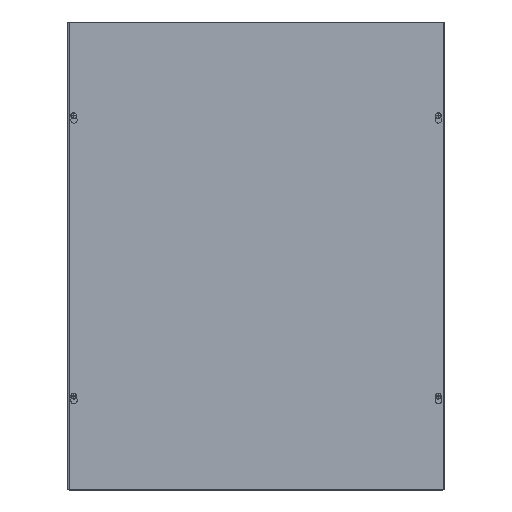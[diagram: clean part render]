
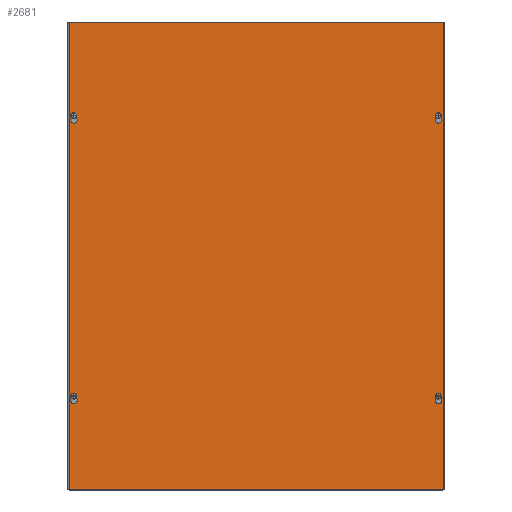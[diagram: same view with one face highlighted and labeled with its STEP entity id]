
A CAD part, top view. The second image highlights one B-rep face of the part: STEP entity #2681.
In plain terms, the highlighted planar face has unit normal (0, 0, 1).
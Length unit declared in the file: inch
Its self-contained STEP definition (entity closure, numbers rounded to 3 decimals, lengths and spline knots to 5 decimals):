
#196=PLANE($,#2898);
#363=LINE($,#4227,#583);
#367=LINE($,#4239,#587);
#371=LINE($,#4251,#591);
#375=LINE($,#4263,#595);
#379=LINE($,#4275,#599);
#383=LINE($,#4287,#603);
#387=LINE($,#4299,#607);
#391=LINE($,#4311,#611);
#393=LINE($,#4319,#613);
#397=LINE($,#4327,#617);
#400=LINE($,#4333,#620);
#403=LINE($,#4338,#623);
#583=VECTOR($,#3389,0.26996);
#587=VECTOR($,#3401,0.26996);
#591=VECTOR($,#3413,0.26996);
#595=VECTOR($,#3425,0.26996);
#599=VECTOR($,#3437,0.26996);
#603=VECTOR($,#3449,0.26996);
#607=VECTOR($,#3461,0.26996);
#611=VECTOR($,#3473,0.26996);
#613=VECTOR($,#3483,30.);
#617=VECTOR($,#3489,24.);
#620=VECTOR($,#3494,30.);
#623=VECTOR($,#3499,24.);
#692=FACE_BOUND($,#988,.T.);
#693=FACE_BOUND($,#989,.T.);
#694=FACE_BOUND($,#990,.T.);
#695=FACE_BOUND($,#991,.T.);
#696=FACE_BOUND($,#992,.T.);
#988=EDGE_LOOP($,(#2189,#2190,#2191,#2192));
#989=EDGE_LOOP($,(#2193,#2194,#2195,#2196));
#990=EDGE_LOOP($,(#2197,#2198,#2199,#2200));
#991=EDGE_LOOP($,(#2201,#2202,#2203,#2204));
#992=EDGE_LOOP($,(#2205,#2206,#2207,#2208));
#1078=CIRCLE($,#2864,0.203);
#1080=CIRCLE($,#2868,0.125);
#1082=CIRCLE($,#2872,0.203);
#1084=CIRCLE($,#2876,0.125);
#1086=CIRCLE($,#2880,0.203);
#1088=CIRCLE($,#2884,0.125);
#1090=CIRCLE($,#2888,0.203);
#1092=CIRCLE($,#2892,0.125);
#1241=VERTEX_POINT($,#4224);
#1242=VERTEX_POINT($,#4226);
#1244=VERTEX_POINT($,#4232);
#1246=VERTEX_POINT($,#4238);
#1249=VERTEX_POINT($,#4248);
#1250=VERTEX_POINT($,#4250);
#1252=VERTEX_POINT($,#4256);
#1254=VERTEX_POINT($,#4262);
#1257=VERTEX_POINT($,#4272);
#1258=VERTEX_POINT($,#4274);
#1260=VERTEX_POINT($,#4280);
#1262=VERTEX_POINT($,#4286);
#1265=VERTEX_POINT($,#4296);
#1266=VERTEX_POINT($,#4298);
#1268=VERTEX_POINT($,#4304);
#1270=VERTEX_POINT($,#4310);
#1271=VERTEX_POINT($,#4317);
#1272=VERTEX_POINT($,#4318);
#1275=VERTEX_POINT($,#4326);
#1277=VERTEX_POINT($,#4332);
#1543=EDGE_CURVE($,#1242,#1241,#363,.T.);
#1546=EDGE_CURVE($,#1244,#1242,#1078,.T.);
#1549=EDGE_CURVE($,#1246,#1244,#367,.T.);
#1552=EDGE_CURVE($,#1241,#1246,#1080,.T.);
#1555=EDGE_CURVE($,#1250,#1249,#371,.T.);
#1558=EDGE_CURVE($,#1252,#1250,#1082,.T.);
#1561=EDGE_CURVE($,#1254,#1252,#375,.T.);
#1564=EDGE_CURVE($,#1249,#1254,#1084,.T.);
#1567=EDGE_CURVE($,#1258,#1257,#379,.T.);
#1570=EDGE_CURVE($,#1260,#1258,#1086,.T.);
#1573=EDGE_CURVE($,#1262,#1260,#383,.T.);
#1576=EDGE_CURVE($,#1257,#1262,#1088,.T.);
#1579=EDGE_CURVE($,#1266,#1265,#387,.T.);
#1582=EDGE_CURVE($,#1268,#1266,#1090,.T.);
#1585=EDGE_CURVE($,#1270,#1268,#391,.T.);
#1588=EDGE_CURVE($,#1265,#1270,#1092,.T.);
#1589=EDGE_CURVE($,#1271,#1272,#393,.T.);
#1593=EDGE_CURVE($,#1272,#1275,#397,.T.);
#1596=EDGE_CURVE($,#1275,#1277,#400,.T.);
#1599=EDGE_CURVE($,#1277,#1271,#403,.T.);
#2189=ORIENTED_EDGE($,*,*,#1543,.T.);
#2190=ORIENTED_EDGE($,*,*,#1552,.T.);
#2191=ORIENTED_EDGE($,*,*,#1549,.T.);
#2192=ORIENTED_EDGE($,*,*,#1546,.T.);
#2193=ORIENTED_EDGE($,*,*,#1555,.T.);
#2194=ORIENTED_EDGE($,*,*,#1564,.T.);
#2195=ORIENTED_EDGE($,*,*,#1561,.T.);
#2196=ORIENTED_EDGE($,*,*,#1558,.T.);
#2197=ORIENTED_EDGE($,*,*,#1567,.T.);
#2198=ORIENTED_EDGE($,*,*,#1576,.T.);
#2199=ORIENTED_EDGE($,*,*,#1573,.T.);
#2200=ORIENTED_EDGE($,*,*,#1570,.T.);
#2201=ORIENTED_EDGE($,*,*,#1579,.T.);
#2202=ORIENTED_EDGE($,*,*,#1588,.T.);
#2203=ORIENTED_EDGE($,*,*,#1585,.T.);
#2204=ORIENTED_EDGE($,*,*,#1582,.T.);
#2205=ORIENTED_EDGE($,*,*,#1589,.F.);
#2206=ORIENTED_EDGE($,*,*,#1599,.F.);
#2207=ORIENTED_EDGE($,*,*,#1596,.F.);
#2208=ORIENTED_EDGE($,*,*,#1593,.F.);
#2681=ADVANCED_FACE($,(#692,#693,#694,#695,#696),#196,.T.);
#2864=AXIS2_PLACEMENT_3D($,#4233,#3395,#3396);
#2868=AXIS2_PLACEMENT_3D($,#4243,#3407,#3408);
#2872=AXIS2_PLACEMENT_3D($,#4257,#3419,#3420);
#2876=AXIS2_PLACEMENT_3D($,#4267,#3431,#3432);
#2880=AXIS2_PLACEMENT_3D($,#4281,#3443,#3444);
#2884=AXIS2_PLACEMENT_3D($,#4291,#3455,#3456);
#2888=AXIS2_PLACEMENT_3D($,#4305,#3467,#3468);
#2892=AXIS2_PLACEMENT_3D($,#4315,#3479,#3480);
#2898=AXIS2_PLACEMENT_3D($,#4341,#3503,#3504);
#3389=DIRECTION($,(0.278,0.961,0.));
#3395=DIRECTION('center_axis',(0.,0.,-1.));
#3396=DIRECTION('ref_axis',(-0.961,0.278,0.));
#3401=DIRECTION($,(0.278,-0.961,0.));
#3407=DIRECTION('center_axis',(0.,0.,-1.));
#3408=DIRECTION('ref_axis',(0.961,0.278,0.));
#3413=DIRECTION($,(0.278,0.961,0.));
#3419=DIRECTION('center_axis',(0.,0.,-1.));
#3420=DIRECTION('ref_axis',(-0.961,0.278,0.));
#3425=DIRECTION($,(0.278,-0.961,0.));
#3431=DIRECTION('center_axis',(0.,0.,-1.));
#3432=DIRECTION('ref_axis',(0.961,0.278,0.));
#3437=DIRECTION($,(0.278,0.961,0.));
#3443=DIRECTION('center_axis',(0.,0.,-1.));
#3444=DIRECTION('ref_axis',(-0.961,0.278,0.));
#3449=DIRECTION($,(0.278,-0.961,0.));
#3455=DIRECTION('center_axis',(0.,0.,-1.));
#3456=DIRECTION('ref_axis',(0.961,0.278,0.));
#3461=DIRECTION($,(0.278,0.961,0.));
#3467=DIRECTION('center_axis',(0.,0.,-1.));
#3468=DIRECTION('ref_axis',(-0.961,0.278,0.));
#3473=DIRECTION($,(0.278,-0.961,0.));
#3479=DIRECTION('center_axis',(0.,0.,-1.));
#3480=DIRECTION('ref_axis',(0.961,0.278,0.));
#3483=DIRECTION($,(0.,1.,0.));
#3489=DIRECTION($,(1.,0.,0.));
#3494=DIRECTION($,(0.,-1.,0.));
#3499=DIRECTION($,(-1.,0.,0.));
#3503=DIRECTION('center_axis',(0.,0.,1.));
#3504=DIRECTION('ref_axis',(1.,0.,0.));
#4224=CARTESIAN_POINT('',(23.56741,6.0347,0.074));
#4226=CARTESIAN_POINT('',(23.49248,5.77535,0.074));
#4227=CARTESIAN_POINT($,(24.31717,8.62961,0.074));
#4232=CARTESIAN_POINT('',(23.88252,5.77535,0.074));
#4233=CARTESIAN_POINT('Origin',(23.6875,5.719,0.074));
#4238=CARTESIAN_POINT('',(23.80759,6.0347,0.074));
#4239=CARTESIAN_POINT($,(22.19477,11.61666,0.074));
#4243=CARTESIAN_POINT('Origin',(23.6875,6.,0.074));
#4248=CARTESIAN_POINT('',(0.19241,6.0347,0.074));
#4250=CARTESIAN_POINT('',(0.11748,5.77535,0.074));
#4251=CARTESIAN_POINT($,(1.8427,11.74633,0.074));
#4256=CARTESIAN_POINT('',(0.50752,5.77535,0.074));
#4257=CARTESIAN_POINT('Origin',(0.3125,5.719,0.074));
#4262=CARTESIAN_POINT('',(0.43259,6.0347,0.074));
#4263=CARTESIAN_POINT($,(-0.2797,8.49993,0.074));
#4267=CARTESIAN_POINT('Origin',(0.3125,6.,0.074));
#4272=CARTESIAN_POINT('',(23.56741,24.0347,0.074));
#4274=CARTESIAN_POINT('',(23.49248,23.77535,0.074));
#4275=CARTESIAN_POINT($,(21.91712,18.32306,0.074));
#4280=CARTESIAN_POINT('',(23.88252,23.77535,0.074));
#4281=CARTESIAN_POINT('Origin',(23.6875,23.719,0.074));
#4286=CARTESIAN_POINT('',(23.80759,24.0347,0.074));
#4287=CARTESIAN_POINT($,(24.59481,21.31012,0.074));
#4291=CARTESIAN_POINT('Origin',(23.6875,24.,0.074));
#4296=CARTESIAN_POINT('',(0.19241,24.0347,0.074));
#4298=CARTESIAN_POINT('',(0.11748,23.77535,0.074));
#4299=CARTESIAN_POINT($,(-0.55735,21.43979,0.074));
#4304=CARTESIAN_POINT('',(0.50752,23.77535,0.074));
#4305=CARTESIAN_POINT('Origin',(0.3125,23.719,0.074));
#4310=CARTESIAN_POINT('',(0.43259,24.0347,0.074));
#4311=CARTESIAN_POINT($,(2.12034,18.19339,0.074));
#4315=CARTESIAN_POINT('Origin',(0.3125,24.,0.074));
#4317=CARTESIAN_POINT('',(0.,0.,0.074));
#4318=CARTESIAN_POINT('',(0.,30.,0.074));
#4319=CARTESIAN_POINT($,(0.,30.,0.074));
#4326=CARTESIAN_POINT('',(24.,30.,0.074));
#4327=CARTESIAN_POINT($,(24.,30.,0.074));
#4332=CARTESIAN_POINT('',(24.,0.,0.074));
#4333=CARTESIAN_POINT($,(24.,0.,0.074));
#4338=CARTESIAN_POINT($,(0.,0.,0.074));
#4341=CARTESIAN_POINT('Origin',(12.,15.,0.074));
